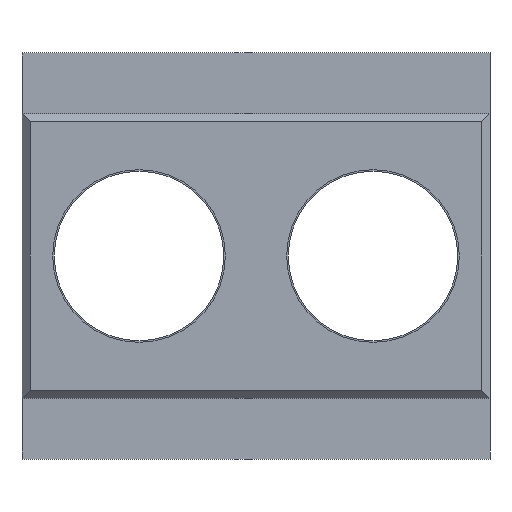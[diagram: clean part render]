
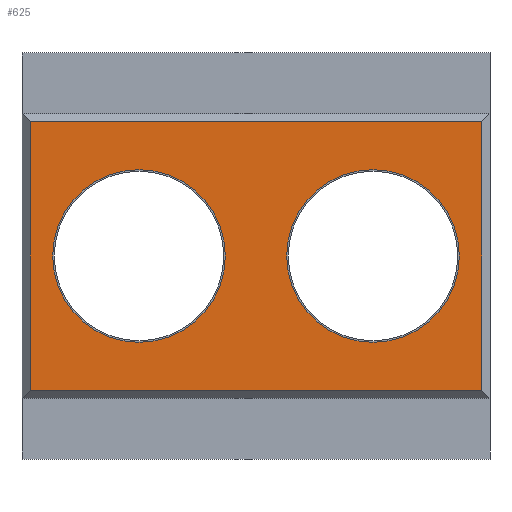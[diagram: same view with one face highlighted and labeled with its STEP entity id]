
A CAD part, left-side view. The second image highlights one B-rep face of the part: STEP entity #625.
In plain terms, the highlighted planar face has unit normal (-1, 0, 0).
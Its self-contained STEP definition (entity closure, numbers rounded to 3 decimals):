
#57 = CARTESIAN_POINT ( 'NONE',  ( 38.175, 242.3, 36.8 ) ) ;
#140 = LINE ( 'NONE', #1162, #2034 ) ;
#222 = CIRCLE ( 'NONE', #1612, 4.25 ) ;
#241 = ORIENTED_EDGE ( 'NONE', *, *, #1574, .T. ) ;
#250 = CARTESIAN_POINT ( 'NONE',  ( 38.175, 236.537, 34.05 ) ) ;
#252 = EDGE_CURVE ( 'NONE', #1063, #1994, #1380, .T. ) ;
#269 = EDGE_CURVE ( 'NONE', #409, #446, #222, .T. ) ;
#292 = VECTOR ( 'NONE', #546, 1000. ) ;
#409 = VERTEX_POINT ( 'NONE', #1087 ) ;
#428 = ORIENTED_EDGE ( 'NONE', *, *, #1014, .F. ) ;
#431 = AXIS2_PLACEMENT_3D ( 'NONE', #57, #556, #2016 ) ;
#446 = VERTEX_POINT ( 'NONE', #250 ) ;
#456 = CARTESIAN_POINT ( 'NONE',  ( 38.175, 225.013, 25.55 ) ) ;
#460 = FACE_BOUND ( 'NONE', #1284, .T. ) ;
#464 = VERTEX_POINT ( 'NONE', #909 ) ;
#527 = ORIENTED_EDGE ( 'NONE', *, *, #1433, .F. ) ;
#533 = VERTEX_POINT ( 'NONE', #644 ) ;
#546 = DIRECTION ( 'NONE',  ( 0., -1., 0. ) ) ;
#556 = DIRECTION ( 'NONE',  ( -1., 0., 0. ) ) ;
#572 = AXIS2_PLACEMENT_3D ( 'NONE', #1943, #1425, #1919 ) ;
#574 = EDGE_LOOP ( 'NONE', ( #1468, #241, #1872, #695 ) ) ;
#578 = DIRECTION ( 'NONE',  ( -1., 0., 0. ) ) ;
#625 = ADVANCED_FACE ( 'NONE', ( #460, #1438, #1762 ), #947, .T. ) ;
#631 = VECTOR ( 'NONE', #845, 1000. ) ;
#644 = CARTESIAN_POINT ( 'NONE',  ( 38.175, 225.013, 34.05 ) ) ;
#658 = DIRECTION ( 'NONE',  ( 0., 0., 1. ) ) ;
#671 = VECTOR ( 'NONE', #1094, 1000. ) ;
#692 = EDGE_CURVE ( 'NONE', #1994, #464, #1823, .T. ) ;
#695 = ORIENTED_EDGE ( 'NONE', *, *, #252, .T. ) ;
#712 = DIRECTION ( 'NONE',  ( -1., 0., 0. ) ) ;
#805 = ORIENTED_EDGE ( 'NONE', *, *, #269, .F. ) ;
#845 = DIRECTION ( 'NONE',  ( 0., 0., -1. ) ) ;
#905 = AXIS2_PLACEMENT_3D ( 'NONE', #1630, #1435, #658 ) ;
#909 = CARTESIAN_POINT ( 'NONE',  ( 38.175, 219.65, 23.2 ) ) ;
#933 = DIRECTION ( 'NONE',  ( 0., 0., 1. ) ) ;
#947 = PLANE ( 'NONE',  #431 ) ;
#983 = CARTESIAN_POINT ( 'NONE',  ( 38.175, 241.9, 23.2 ) ) ;
#1014 = EDGE_CURVE ( 'NONE', #1291, #533, #1277, .T. ) ;
#1026 = CARTESIAN_POINT ( 'NONE',  ( 38.175, 236.537, 29.8 ) ) ;
#1063 = VERTEX_POINT ( 'NONE', #1810 ) ;
#1075 = AXIS2_PLACEMENT_3D ( 'NONE', #1086, #578, #933 ) ;
#1086 = CARTESIAN_POINT ( 'NONE',  ( 38.175, 225.013, 29.8 ) ) ;
#1087 = CARTESIAN_POINT ( 'NONE',  ( 38.175, 236.537, 25.55 ) ) ;
#1094 = DIRECTION ( 'NONE',  ( 0., 1., 0. ) ) ;
#1112 = CIRCLE ( 'NONE', #572, 4.25 ) ;
#1162 = CARTESIAN_POINT ( 'NONE',  ( 38.175, 219.65, 36.8 ) ) ;
#1277 = CIRCLE ( 'NONE', #905, 4.25 ) ;
#1284 = EDGE_LOOP ( 'NONE', ( #527, #428 ) ) ;
#1291 = VERTEX_POINT ( 'NONE', #456 ) ;
#1322 = DIRECTION ( 'NONE',  ( 0., 0., 1. ) ) ;
#1380 = LINE ( 'NONE', #1657, #631 ) ;
#1401 = EDGE_LOOP ( 'NONE', ( #1474, #805 ) ) ;
#1425 = DIRECTION ( 'NONE',  ( -1., 0., 0. ) ) ;
#1433 = EDGE_CURVE ( 'NONE', #533, #1291, #1757, .T. ) ;
#1435 = DIRECTION ( 'NONE',  ( -1., 0., 0. ) ) ;
#1438 = FACE_BOUND ( 'NONE', #1401, .T. ) ;
#1468 = ORIENTED_EDGE ( 'NONE', *, *, #692, .T. ) ;
#1473 = EDGE_CURVE ( 'NONE', #1930, #1063, #1715, .T. ) ;
#1474 = ORIENTED_EDGE ( 'NONE', *, *, #1812, .F. ) ;
#1495 = DIRECTION ( 'NONE',  ( 0., 0., 1. ) ) ;
#1574 = EDGE_CURVE ( 'NONE', #464, #1930, #140, .T. ) ;
#1612 = AXIS2_PLACEMENT_3D ( 'NONE', #1026, #712, #1495 ) ;
#1630 = CARTESIAN_POINT ( 'NONE',  ( 38.175, 225.013, 29.8 ) ) ;
#1657 = CARTESIAN_POINT ( 'NONE',  ( 38.175, 241.9, 36.8 ) ) ;
#1715 = LINE ( 'NONE', #1729, #671 ) ;
#1729 = CARTESIAN_POINT ( 'NONE',  ( 38.175, 242.3, 36.4 ) ) ;
#1757 = CIRCLE ( 'NONE', #1075, 4.25 ) ;
#1762 = FACE_OUTER_BOUND ( 'NONE', #574, .T. ) ;
#1810 = CARTESIAN_POINT ( 'NONE',  ( 38.175, 241.9, 36.4 ) ) ;
#1812 = EDGE_CURVE ( 'NONE', #446, #409, #1112, .T. ) ;
#1823 = LINE ( 'NONE', #1836, #292 ) ;
#1836 = CARTESIAN_POINT ( 'NONE',  ( 38.175, 242.3, 23.2 ) ) ;
#1872 = ORIENTED_EDGE ( 'NONE', *, *, #1473, .T. ) ;
#1919 = DIRECTION ( 'NONE',  ( 0., 0., 1. ) ) ;
#1930 = VERTEX_POINT ( 'NONE', #1932 ) ;
#1932 = CARTESIAN_POINT ( 'NONE',  ( 38.175, 219.65, 36.4 ) ) ;
#1943 = CARTESIAN_POINT ( 'NONE',  ( 38.175, 236.537, 29.8 ) ) ;
#1994 = VERTEX_POINT ( 'NONE', #983 ) ;
#2016 = DIRECTION ( 'NONE',  ( 0., 0., 1. ) ) ;
#2034 = VECTOR ( 'NONE', #1322, 1000. ) ;
